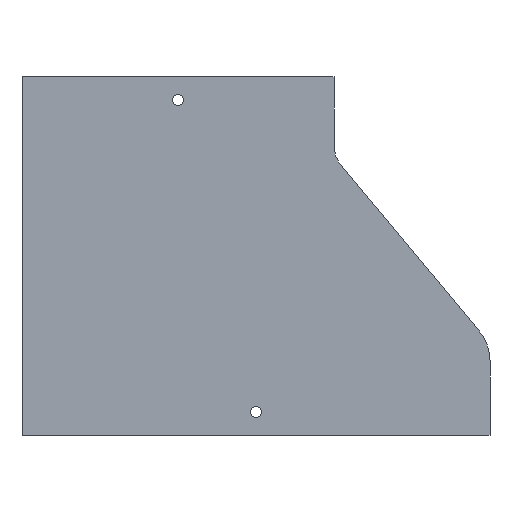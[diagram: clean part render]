
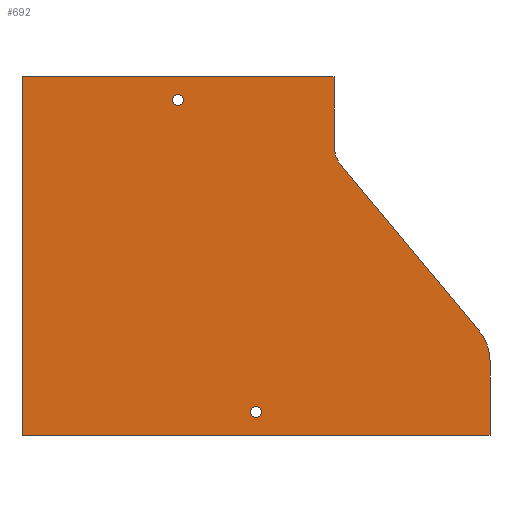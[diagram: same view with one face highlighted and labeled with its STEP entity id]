
A CAD part, front view. The second image highlights one B-rep face of the part: STEP entity #692.
In plain terms, the highlighted planar face has unit normal (0, -1, 0).
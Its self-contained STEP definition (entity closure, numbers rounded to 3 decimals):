
#56 = EDGE_LOOP ( 'NONE', ( #1173 ) ) ;
#112 = FACE_BOUND ( 'NONE', #56, .T. ) ;
#115 = FACE_BOUND ( 'NONE', #149, .T. ) ;
#116 = FACE_OUTER_BOUND ( 'NONE', #1025, .T. ) ;
#149 = EDGE_LOOP ( 'NONE', ( #1174 ) ) ;
#181 = CARTESIAN_POINT ( 'NONE',  ( 100., 0., -18.5 ) ) ;
#188 = CARTESIAN_POINT ( 'NONE',  ( 300., 0., -182.241 ) ) ;
#192 = DIRECTION ( 'NONE',  ( 0., 0., -1. ) ) ;
#195 = CARTESIAN_POINT ( 'NONE',  ( 200., 0., -44.139 ) ) ;
#198 = DIRECTION ( 'NONE',  ( 0., -1., 0. ) ) ;
#199 = DIRECTION ( 'NONE',  ( 0., 0., 1. ) ) ;
#200 = DIRECTION ( 'NONE',  ( -0.64, 0., 0.768 ) ) ;
#201 = CARTESIAN_POINT ( 'NONE',  ( 270., 0., -182.241 ) ) ;
#203 = DIRECTION ( 'NONE',  ( 0., 0., 1. ) ) ;
#205 = DIRECTION ( 'NONE',  ( 0., 0., 1. ) ) ;
#207 = CARTESIAN_POINT ( 'NONE',  ( 220., 0., -44.139 ) ) ;
#208 = DIRECTION ( 'NONE',  ( 0., 1., 0. ) ) ;
#210 = DIRECTION ( 'NONE',  ( 0., 0., 1. ) ) ;
#219 = CARTESIAN_POINT ( 'NONE',  ( 200., 0., 0. ) ) ;
#234 = CARTESIAN_POINT ( 'NONE',  ( 100., 0., -15. ) ) ;
#235 = DIRECTION ( 'NONE',  ( 0., 0., -1. ) ) ;
#245 = CARTESIAN_POINT ( 'NONE',  ( 150., 0., -218.5 ) ) ;
#259 = CARTESIAN_POINT ( 'NONE',  ( 200., 0., 0. ) ) ;
#276 = DIRECTION ( 'NONE',  ( 0., -1., 0. ) ) ;
#278 = CARTESIAN_POINT ( 'NONE',  ( 300., 0., -230. ) ) ;
#315 = CARTESIAN_POINT ( 'NONE',  ( -200., 0., 0. ) ) ;
#323 = DIRECTION ( 'NONE',  ( -1., 0., 0. ) ) ;
#324 = CARTESIAN_POINT ( 'NONE',  ( -300., 0., -230. ) ) ;
#326 = DIRECTION ( 'NONE',  ( 0., -1., 0. ) ) ;
#328 = CARTESIAN_POINT ( 'NONE',  ( 150., 0., -215. ) ) ;
#329 = CARTESIAN_POINT ( 'NONE',  ( 204.636, 0., -56.942 ) ) ;
#333 = CARTESIAN_POINT ( 'NONE',  ( 0., 0., 0. ) ) ;
#385 = CARTESIAN_POINT ( 'NONE',  ( 204.636, 0., -56.942 ) ) ;
#406 = DIRECTION ( 'NONE',  ( 0., 0., 1. ) ) ;
#408 = CARTESIAN_POINT ( 'NONE',  ( 300., 0., -182.241 ) ) ;
#455 = CARTESIAN_POINT ( 'NONE',  ( 0., 0., 0. ) ) ;
#456 = CARTESIAN_POINT ( 'NONE',  ( 0., 0., -230. ) ) ;
#466 = CARTESIAN_POINT ( 'NONE',  ( 293.047, 0., -163.035 ) ) ;
#545 = DIRECTION ( 'NONE',  ( 1., 0., 0. ) ) ;
#577 = PLANE ( 'NONE',  #654 ) ;
#580 = DIRECTION ( 'NONE',  ( 0., 0., 1. ) ) ;
#581 = CARTESIAN_POINT ( 'NONE',  ( -220., 0., -44.139 ) ) ;
#585 = DIRECTION ( 'NONE',  ( 0., 1., 0. ) ) ;
#629 = AXIS2_PLACEMENT_3D ( 'NONE', #207, #208, #203 ) ;
#630 = AXIS2_PLACEMENT_3D ( 'NONE', #201, #198, #199 ) ;
#631 = AXIS2_PLACEMENT_3D ( 'NONE', #234, #276, #192 ) ;
#632 = AXIS2_PLACEMENT_3D ( 'NONE', #328, #326, #235 ) ;
#654 = AXIS2_PLACEMENT_3D ( 'NONE', #581, #585, #580 ) ;
#692 = ADVANCED_FACE ( 'NONE', ( #115, #112, #116 ), #577, .F. ) ;
#702 = VERTEX_POINT ( 'NONE', #466 ) ;
#704 = VERTEX_POINT ( 'NONE', #385 ) ;
#708 = VERTEX_POINT ( 'NONE', #456 ) ;
#709 = VERTEX_POINT ( 'NONE', #455 ) ;
#799 = EDGE_CURVE ( 'NONE', #1266, #1250, #940, .T. ) ;
#824 = EDGE_CURVE ( 'NONE', #709, #1240, #900, .T. ) ;
#827 = EDGE_CURVE ( 'NONE', #1266, #708, #894, .T. ) ;
#832 = EDGE_CURVE ( 'NONE', #858, #858, #886, .T. ) ;
#833 = EDGE_CURVE ( 'NONE', #859, #859, #882, .T. ) ;
#834 = EDGE_CURVE ( 'NONE', #708, #709, #884, .T. ) ;
#835 = EDGE_CURVE ( 'NONE', #1250, #702, #883, .T. ) ;
#836 = EDGE_CURVE ( 'NONE', #702, #704, #879, .T. ) ;
#837 = EDGE_CURVE ( 'NONE', #704, #1237, #881, .T. ) ;
#846 = EDGE_CURVE ( 'NONE', #1237, #1240, #864, .T. ) ;
#858 = VERTEX_POINT ( 'NONE', #245 ) ;
#859 = VERTEX_POINT ( 'NONE', #181 ) ;
#862 = VECTOR ( 'NONE', #210, 1000. ) ;
#864 = LINE ( 'NONE', #219, #862 ) ;
#878 = VECTOR ( 'NONE', #200, 1000. ) ;
#879 = LINE ( 'NONE', #329, #878 ) ;
#880 = VECTOR ( 'NONE', #205, 1000. ) ;
#881 = CIRCLE ( 'NONE', #629, 20. ) ;
#882 = CIRCLE ( 'NONE', #631, 3.5 ) ;
#883 = CIRCLE ( 'NONE', #630, 30. ) ;
#884 = LINE ( 'NONE', #333, #880 ) ;
#886 = CIRCLE ( 'NONE', #632, 3.5 ) ;
#891 = VECTOR ( 'NONE', #323, 1000. ) ;
#894 = LINE ( 'NONE', #324, #891 ) ;
#897 = VECTOR ( 'NONE', #545, 1000. ) ;
#900 = LINE ( 'NONE', #315, #897 ) ;
#937 = VECTOR ( 'NONE', #406, 1000. ) ;
#940 = LINE ( 'NONE', #408, #937 ) ;
#1025 = EDGE_LOOP ( 'NONE', ( #1172, #1171, #1170, #1169, #1168, #1167, #1166, #1165 ) ) ;
#1165 = ORIENTED_EDGE ( 'NONE', *, *, #846, .T. ) ;
#1166 = ORIENTED_EDGE ( 'NONE', *, *, #837, .T. ) ;
#1167 = ORIENTED_EDGE ( 'NONE', *, *, #836, .T. ) ;
#1168 = ORIENTED_EDGE ( 'NONE', *, *, #835, .T. ) ;
#1169 = ORIENTED_EDGE ( 'NONE', *, *, #799, .T. ) ;
#1170 = ORIENTED_EDGE ( 'NONE', *, *, #827, .F. ) ;
#1171 = ORIENTED_EDGE ( 'NONE', *, *, #834, .F. ) ;
#1172 = ORIENTED_EDGE ( 'NONE', *, *, #824, .F. ) ;
#1173 = ORIENTED_EDGE ( 'NONE', *, *, #833, .F. ) ;
#1174 = ORIENTED_EDGE ( 'NONE', *, *, #832, .F. ) ;
#1237 = VERTEX_POINT ( 'NONE', #195 ) ;
#1240 = VERTEX_POINT ( 'NONE', #259 ) ;
#1250 = VERTEX_POINT ( 'NONE', #188 ) ;
#1266 = VERTEX_POINT ( 'NONE', #278 ) ;
